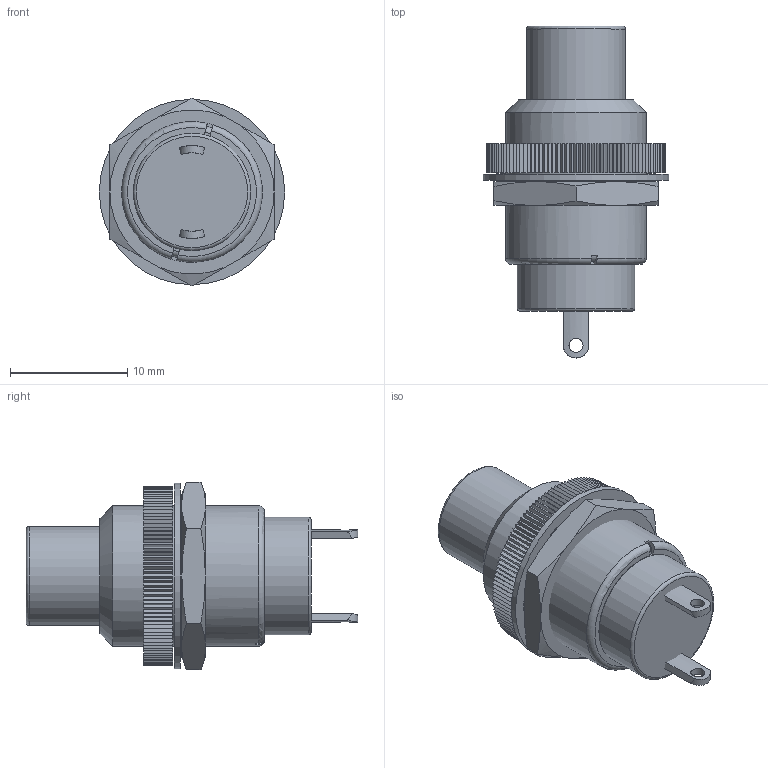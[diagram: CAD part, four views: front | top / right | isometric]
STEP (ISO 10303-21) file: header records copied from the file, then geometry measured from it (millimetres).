
FILE_DESCRIPTION(/* description */ ('SB4011 Series - 3 Amp Momentary Pushbuttons -body-'),/* implementation_level */ '2;1');
FILE_NAME(/* name */ 'ELEC_Pushbutton_SB4011NOM.iam.step',/* time_stamp */ '2014-01-07T11:27:39-08:00',/* author */ ('Cadenas PARTsolutions'),/* organization */ ('NKKSWITCHES'),/* preprocessor_version */ 'ST-DEVELOPER v15.2',/* originating_system */ 'Autodesk Inventor 2014',/* authorisation */ '');
FILE_SCHEMA (('AUTOMOTIVE_DESIGN { 1 0 10303 214 3 1 1 }'));
Length unit declared in the file: inch
Products named in the file (8): SB4011NOM-body; SB40-trmnl_hold; SB4011NO-trmnls; SB40-plunger; AT527M; AT508; AT504; ELEC_Pushbutton_SB4011NOM
Bounding box: 15.8 x 28.3 x 16 mm (x, y, z)
Volume: 2297.4 mm3; surface area: 2681.9 mm2
Topology: 7 solids, 7 shells, 410 faces, 1164 edges, 773 vertices
Faces by surface type: plane 313, cylinder 75, cone 15, torus 7
Full cylindrical faces by diameter (mm): 1.194 x2, 8.128 x1, 8.407 x2, 9.957 x1, 10.008 x1, 10.106 x2, 11.481 x2, 12 x1, 15.799 x1
Entity records: 13450 total; most frequent: CARTESIAN_POINT 2653, ORIENTED_EDGE 2284, DIRECTION 2118, EDGE_CURVE 1142, LINE 928, VECTOR 928, VERTEX_POINT 770, AXIS2_PLACEMENT_3D 595
